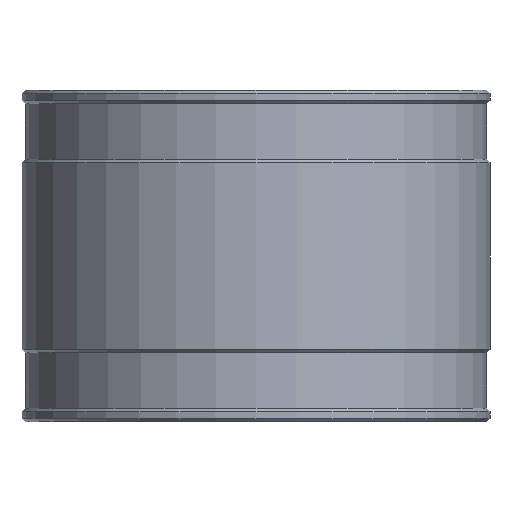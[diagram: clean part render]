
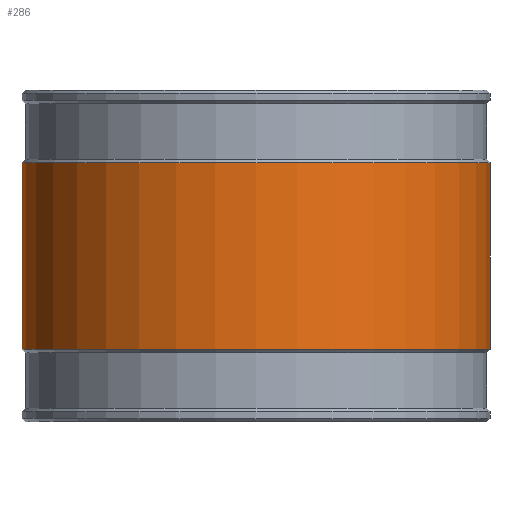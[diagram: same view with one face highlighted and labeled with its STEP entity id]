
A CAD part, front view. The second image highlights one B-rep face of the part: STEP entity #286.
In plain terms, the highlighted cylindrical face has radius 53.721 mm (diameter 107.442 mm), a full revolution.
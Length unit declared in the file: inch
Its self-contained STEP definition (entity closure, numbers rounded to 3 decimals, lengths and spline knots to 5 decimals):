
#21=CYLINDRICAL_SURFACE('',#334,2.115);
#34=FACE_OUTER_BOUND('',#52,.T.);
#52=EDGE_LOOP('',(#228,#229,#230,#231,#232,#233));
#66=LINE('',#510,#80);
#80=VECTOR('',#416,2.115);
#102=CIRCLE('',#331,2.115);
#103=CIRCLE('',#332,2.115);
#105=CIRCLE('',#335,2.115);
#106=CIRCLE('',#336,2.115);
#131=VERTEX_POINT('',#502);
#132=VERTEX_POINT('',#504);
#133=VERTEX_POINT('',#509);
#134=VERTEX_POINT('',#511);
#165=EDGE_CURVE('',#131,#132,#102,.T.);
#166=EDGE_CURVE('',#132,#131,#103,.T.);
#168=EDGE_CURVE('',#132,#133,#66,.T.);
#169=EDGE_CURVE('',#134,#133,#105,.T.);
#170=EDGE_CURVE('',#133,#134,#106,.T.);
#228=ORIENTED_EDGE('',*,*,#165,.F.);
#229=ORIENTED_EDGE('',*,*,#166,.F.);
#230=ORIENTED_EDGE('',*,*,#168,.T.);
#231=ORIENTED_EDGE('',*,*,#169,.F.);
#232=ORIENTED_EDGE('',*,*,#170,.F.);
#233=ORIENTED_EDGE('',*,*,#168,.F.);
#286=ADVANCED_FACE('',(#34),#21,.T.);
#331=AXIS2_PLACEMENT_3D('',#505,#408,#409);
#332=AXIS2_PLACEMENT_3D('',#506,#410,#411);
#334=AXIS2_PLACEMENT_3D('',#508,#414,#415);
#335=AXIS2_PLACEMENT_3D('',#512,#417,#418);
#336=AXIS2_PLACEMENT_3D('',#513,#419,#420);
#408=DIRECTION('center_axis',(0.,0.,1.));
#409=DIRECTION('ref_axis',(-1.,0.,0.));
#410=DIRECTION('center_axis',(0.,0.,1.));
#411=DIRECTION('ref_axis',(-1.,0.,0.));
#414=DIRECTION('center_axis',(0.,0.,1.));
#415=DIRECTION('ref_axis',(1.,0.,0.));
#416=DIRECTION('',(0.,0.,-1.));
#417=DIRECTION('center_axis',(0.,0.,-1.));
#418=DIRECTION('ref_axis',(-1.,0.,0.));
#419=DIRECTION('center_axis',(0.,0.,-1.));
#420=DIRECTION('ref_axis',(-1.,0.,0.));
#502=CARTESIAN_POINT('',(2.115,0.,0.84375));
#504=CARTESIAN_POINT('',(-2.115,0.,0.84375));
#505=CARTESIAN_POINT('Origin',(0.,0.,0.84375));
#506=CARTESIAN_POINT('Origin',(0.,0.,0.84375));
#508=CARTESIAN_POINT('Origin',(0.,0.,0.));
#509=CARTESIAN_POINT('',(-2.115,0.,-0.84375));
#510=CARTESIAN_POINT('',(-2.115,0.,0.));
#511=CARTESIAN_POINT('',(2.115,0.,-0.84375));
#512=CARTESIAN_POINT('Origin',(0.,0.,-0.84375));
#513=CARTESIAN_POINT('Origin',(0.,0.,-0.84375));
